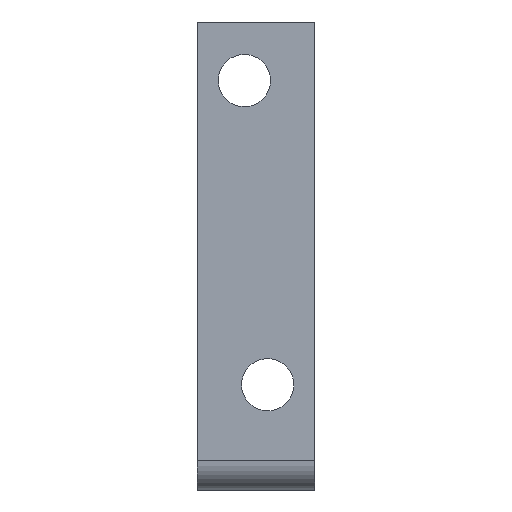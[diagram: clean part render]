
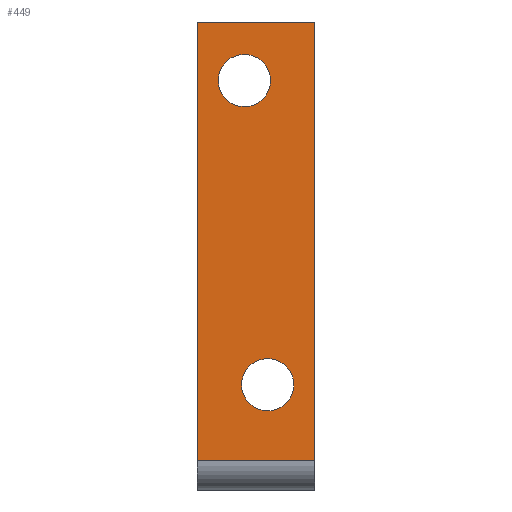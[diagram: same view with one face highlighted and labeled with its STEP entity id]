
A CAD part, left-side view. The second image highlights one B-rep face of the part: STEP entity #449.
In plain terms, the highlighted planar face has unit normal (-1, 0, 0).
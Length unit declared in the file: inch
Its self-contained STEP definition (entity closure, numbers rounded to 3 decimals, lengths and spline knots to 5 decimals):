
#1 = EDGE_CURVE ( 'NONE', #838, #940, #235, .T. ) ;
#14 = CARTESIAN_POINT ( 'NONE',  ( -0.0525, 0.3125, 2.4475 ) ) ;
#42 = EDGE_CURVE ( 'NONE', #797, #885, #590, .T. ) ;
#57 = ORIENTED_EDGE ( 'NONE', *, *, #176, .T. ) ;
#94 = VECTOR ( 'NONE', #573, 39.37008 ) ;
#100 = VERTEX_POINT ( 'NONE', #452 ) ;
#103 = LINE ( 'NONE', #610, #111 ) ;
#111 = VECTOR ( 'NONE', #179, 39.37008 ) ;
#115 = VERTEX_POINT ( 'NONE', #447 ) ;
#124 = VECTOR ( 'NONE', #419, 39.37008 ) ;
#130 = DIRECTION ( 'NONE',  ( 0., 0., -1. ) ) ;
#156 = VECTOR ( 'NONE', #348, 39.37008 ) ;
#169 = FACE_BOUND ( 'NONE', #280, .T. ) ;
#176 = EDGE_CURVE ( 'NONE', #940, #115, #103, .T. ) ;
#179 = DIRECTION ( 'NONE',  ( 0., 0., 1. ) ) ;
#195 = CARTESIAN_POINT ( 'NONE',  ( -0.0525, 0.0625, 2.1345 ) ) ;
#213 = VERTEX_POINT ( 'NONE', #671 ) ;
#225 = CARTESIAN_POINT ( 'NONE',  ( -0.0525, 0.3125, 0.105 ) ) ;
#235 = LINE ( 'NONE', #878, #156 ) ;
#241 = ORIENTED_EDGE ( 'NONE', *, *, #1, .T. ) ;
#248 = ORIENTED_EDGE ( 'NONE', *, *, #792, .F. ) ;
#252 = DIRECTION ( 'NONE',  ( 0., 0., -1. ) ) ;
#263 = CIRCLE ( 'NONE', #398, 0.1395 ) ;
#269 = VERTEX_POINT ( 'NONE', #932 ) ;
#280 = EDGE_LOOP ( 'NONE', ( #248, #422 ) ) ;
#289 = DIRECTION ( 'NONE',  ( 0., 0., -1. ) ) ;
#293 = CARTESIAN_POINT ( 'NONE',  ( -0.0525, 0.0625, 2.1345 ) ) ;
#296 = EDGE_CURVE ( 'NONE', #885, #797, #858, .T. ) ;
#297 = CIRCLE ( 'NONE', #813, 0.1395 ) ;
#307 = LINE ( 'NONE', #865, #94 ) ;
#311 = CARTESIAN_POINT ( 'NONE',  ( -0.0525, -0.0625, 0.5095 ) ) ;
#318 = DIRECTION ( 'NONE',  ( -1., 0., 0. ) ) ;
#348 = DIRECTION ( 'NONE',  ( 0., -1., 0. ) ) ;
#359 = EDGE_LOOP ( 'NONE', ( #402, #241, #57, #502 ) ) ;
#361 = CARTESIAN_POINT ( 'NONE',  ( -0.0525, 0.0625, 1.995 ) ) ;
#363 = DIRECTION ( 'NONE',  ( 0., 0., -1. ) ) ;
#398 = AXIS2_PLACEMENT_3D ( 'NONE', #311, #318, #252 ) ;
#402 = ORIENTED_EDGE ( 'NONE', *, *, #847, .F. ) ;
#419 = DIRECTION ( 'NONE',  ( 0., -1., 0. ) ) ;
#422 = ORIENTED_EDGE ( 'NONE', *, *, #856, .F. ) ;
#431 = AXIS2_PLACEMENT_3D ( 'NONE', #14, #805, #363 ) ;
#446 = PLANE ( 'NONE',  #431 ) ;
#447 = CARTESIAN_POINT ( 'NONE',  ( -0.0525, -0.3125, 2.4475 ) ) ;
#449 = ADVANCED_FACE ( 'NONE', ( #926, #169, #713 ), #446, .F. ) ;
#452 = CARTESIAN_POINT ( 'NONE',  ( -0.0525, -0.0625, 0.649 ) ) ;
#499 = LINE ( 'NONE', #711, #124 ) ;
#502 = ORIENTED_EDGE ( 'NONE', *, *, #636, .F. ) ;
#516 = DIRECTION ( 'NONE',  ( 0., 0., -1. ) ) ;
#534 = AXIS2_PLACEMENT_3D ( 'NONE', #293, #659, #516 ) ;
#573 = DIRECTION ( 'NONE',  ( 0., 0., 1. ) ) ;
#590 = CIRCLE ( 'NONE', #534, 0.1395 ) ;
#591 = ORIENTED_EDGE ( 'NONE', *, *, #42, .F. ) ;
#610 = CARTESIAN_POINT ( 'NONE',  ( -0.0525, -0.3125, 2.4475 ) ) ;
#636 = EDGE_CURVE ( 'NONE', #213, #115, #499, .T. ) ;
#639 = ORIENTED_EDGE ( 'NONE', *, *, #296, .F. ) ;
#640 = CARTESIAN_POINT ( 'NONE',  ( -0.0525, -0.0625, 0.5095 ) ) ;
#659 = DIRECTION ( 'NONE',  ( -1., 0., 0. ) ) ;
#671 = CARTESIAN_POINT ( 'NONE',  ( -0.0525, 0.3125, 2.4475 ) ) ;
#678 = CARTESIAN_POINT ( 'NONE',  ( -0.0525, 0.0625, 2.274 ) ) ;
#711 = CARTESIAN_POINT ( 'NONE',  ( -0.0525, 0.3125, 2.4475 ) ) ;
#713 = FACE_OUTER_BOUND ( 'NONE', #359, .T. ) ;
#752 = CARTESIAN_POINT ( 'NONE',  ( -0.0525, -0.3125, 0.105 ) ) ;
#769 = EDGE_LOOP ( 'NONE', ( #591, #639 ) ) ;
#792 = EDGE_CURVE ( 'NONE', #269, #100, #297, .T. ) ;
#797 = VERTEX_POINT ( 'NONE', #361 ) ;
#805 = DIRECTION ( 'NONE',  ( 1., 0., 0. ) ) ;
#813 = AXIS2_PLACEMENT_3D ( 'NONE', #640, #875, #289 ) ;
#830 = AXIS2_PLACEMENT_3D ( 'NONE', #195, #934, #130 ) ;
#838 = VERTEX_POINT ( 'NONE', #225 ) ;
#847 = EDGE_CURVE ( 'NONE', #838, #213, #307, .T. ) ;
#856 = EDGE_CURVE ( 'NONE', #100, #269, #263, .T. ) ;
#858 = CIRCLE ( 'NONE', #830, 0.1395 ) ;
#865 = CARTESIAN_POINT ( 'NONE',  ( -0.0525, 0.3125, 2.4475 ) ) ;
#875 = DIRECTION ( 'NONE',  ( -1., 0., 0. ) ) ;
#878 = CARTESIAN_POINT ( 'NONE',  ( -0.0525, 0.3125, 0.105 ) ) ;
#885 = VERTEX_POINT ( 'NONE', #678 ) ;
#926 = FACE_BOUND ( 'NONE', #769, .T. ) ;
#932 = CARTESIAN_POINT ( 'NONE',  ( -0.0525, -0.0625, 0.37 ) ) ;
#934 = DIRECTION ( 'NONE',  ( -1., 0., 0. ) ) ;
#940 = VERTEX_POINT ( 'NONE', #752 ) ;
